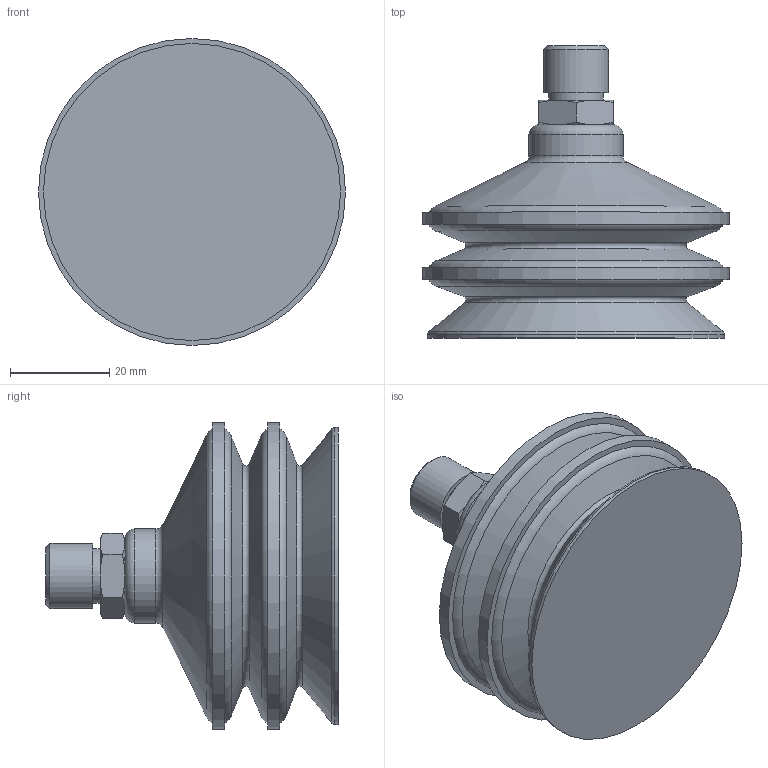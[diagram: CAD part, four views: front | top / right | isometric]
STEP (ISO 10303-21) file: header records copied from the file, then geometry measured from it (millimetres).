
FILE_DESCRIPTION(/* description */ (''),/* implementation_level */ '2;1');
FILE_NAME(/* name */ '3D_vf62sb+rac7r1-4m.stp',/* time_stamp */ '2020-03-25T11:49:07+01:00',/* author */ ('lmacia'),/* organization */ (''),/* preprocessor_version */ 'ST-DEVELOPER v17',/* originating_system */ 'Autodesk Inventor 2019',/* authorisation */ '');
FILE_SCHEMA (('AUTOMOTIVE_DESIGN { 1 0 10303 214 3 1 1 }'));
Length unit declared in the file: millimetre
Products named in the file (1): 3D_vf62+rac7r1-4m
Bounding box: 62 x 59.08 x 62 mm (x, y, z)
Volume: 78549.6 mm3; surface area: 15392 mm2
Topology: 1 solids, 1 shells, 50 faces, 136 edges, 95 vertices
Faces by surface type: cone 19, plane 15, torus 9, cylinder 7
Full cylindrical faces by diameter (mm): 6 x1, 11 x1, 13.157 x1, 19 x1, 60 x1, 62 x2
Entity records: 1749 total; most frequent: CARTESIAN_POINT 330, DIRECTION 306, ORIENTED_EDGE 272, AXIS2_PLACEMENT_3D 143, EDGE_CURVE 136, VERTEX_POINT 95, CIRCLE 92, EDGE_LOOP 57
